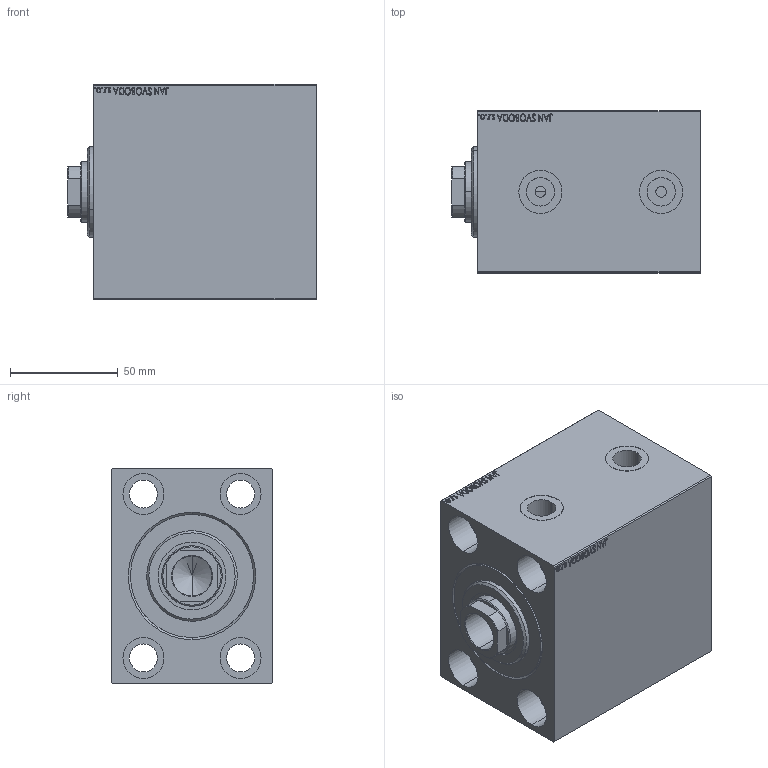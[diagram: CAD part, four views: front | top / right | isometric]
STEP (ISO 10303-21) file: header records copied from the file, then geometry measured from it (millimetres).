
FILE_DESCRIPTION (( 'STEP AP203' ), '1' );
FILE_NAME ('bb9e.STEP', '2022-04-17T13:41:10', ( '' ), ( '' ), 'SwSTEP 2.0', 'SolidWorks 2019', '' );
FILE_SCHEMA (( 'CONFIG_CONTROL_DESIGN' ));
Length unit declared in the file: millimetre
Products named in the file (4): V450CM_C_VCP 4a73ee70e99897c4cec75feeec9bfcc2; V450CM_VC_B 4a73ee70e99897c4cec75feeec9bfcc2; V450CM_C_Body 4a73ee70e99897c4cec75feeec9bfcc2; bb9e
Assembly tree (3 placements, depth 2):
  bb9e
    V450CM_C_Body 4a73ee70e99897c4cec75feeec9bfcc2
    V450CM_C_VCP 4a73ee70e99897c4cec75feeec9bfcc2
    V450CM_VC_B 4a73ee70e99897c4cec75feeec9bfcc2
Bounding box: 115 x 75 x 100 mm (x, y, z)
Volume: 658534.7 mm3; surface area: 100455.4 mm2
Topology: 3 solids, 3 shells, 866 faces, 2215 edges, 1469 vertices
Faces by surface type: plane 410, bspline 380, cylinder 62, cone 14
Entity records: 44065 total; most frequent: CARTESIAN_POINT 25118, ORIENTED_EDGE 4426, DIRECTION 2565, EDGE_CURVE 2213, VERTEX_POINT 1469, VECTOR 1305, LINE 1305, EDGE_LOOP 994
